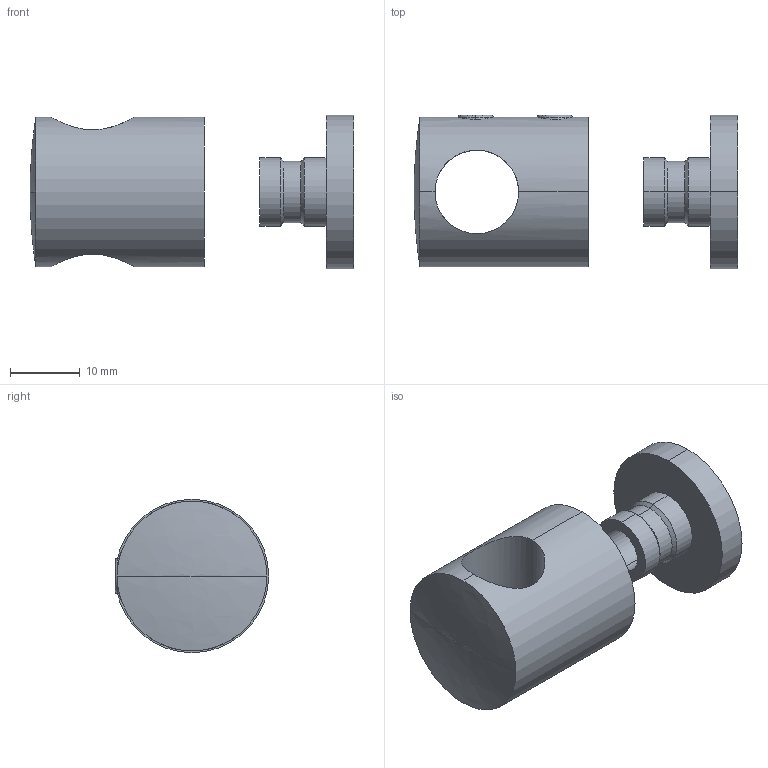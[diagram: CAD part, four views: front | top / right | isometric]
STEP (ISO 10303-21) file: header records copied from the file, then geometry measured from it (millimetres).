
FILE_DESCRIPTION (( 'STEP AP203' ), '1' );
FILE_NAME ('3D_GT3504_Flachx12_188733300.STEP', '2024-10-21T09:48:18', ( '' ), ( '' ), 'SwSTEP 2.0', 'SolidWorks 2023', '' );
FILE_SCHEMA (( 'CONFIG_CONTROL_DESIGN' ));
Length unit declared in the file: millimetre
Products named in the file (1): 3D_GT3504_Flachx12_188733300
Bounding box: 46.47 x 22 x 22 mm (x, y, z)
Volume: 7557.4 mm3; surface area: 4795.7 mm2
Topology: 2 solids, 2 shells, 68 faces, 160 edges, 98 vertices
Faces by surface type: cylinder 25, plane 22, cone 11, bspline 6, torus 4
Entity records: 5457 total; most frequent: CARTESIAN_POINT 3874, ORIENTED_EDGE 312, DIRECTION 302, EDGE_CURVE 156, AXIS2_PLACEMENT_3D 116, VERTEX_POINT 98, EDGE_LOOP 78, VECTOR 70
